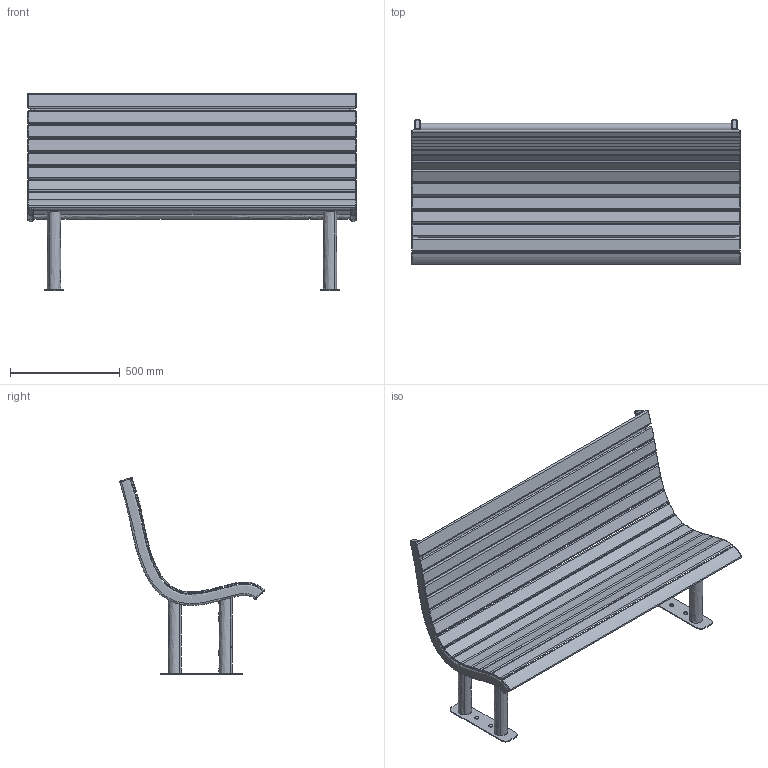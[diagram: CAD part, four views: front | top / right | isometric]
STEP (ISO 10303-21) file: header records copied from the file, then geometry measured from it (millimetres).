
FILE_DESCRIPTION(/* description */ (''),/* implementation_level */ '2;1');
FILE_NAME(/* name */ 'PARKBE~1',/* time_stamp */ '2020-05-18T10:35:45+01:00',/* author */ (''),/* organization */ (''),/* preprocessor_version */ 'ST-DEVELOPER v16.5',/* originating_system */ '',/* authorisation */ '');
FILE_SCHEMA (('AUTOMOTIVE_DESIGN'));
Length unit declared in the file: centimetre
Products named in the file (1): Document
Bounding box: 1499.82 x 661.75 x 899.58 mm (x, y, z)
Volume: 37513878.2 mm3; surface area: 4792626.6 mm2
Topology: 16 solids, 16 shells, 312 faces, 708 edges, 428 vertices
Faces by surface type: bspline 272, plane 40
Entity records: 10793 total; most frequent: CARTESIAN_POINT 6858, ORIENTED_EDGE 1416, EDGE_CURVE 708, VERTEX_POINT 428, EDGE_LOOP 320, ADVANCED_FACE 312, FACE_OUTER_BOUND 312, B_SPLINE_CURVE_WITH_KNOTS 110
